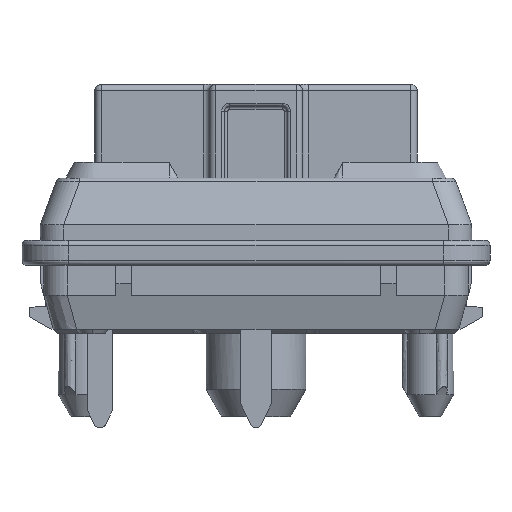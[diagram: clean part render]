
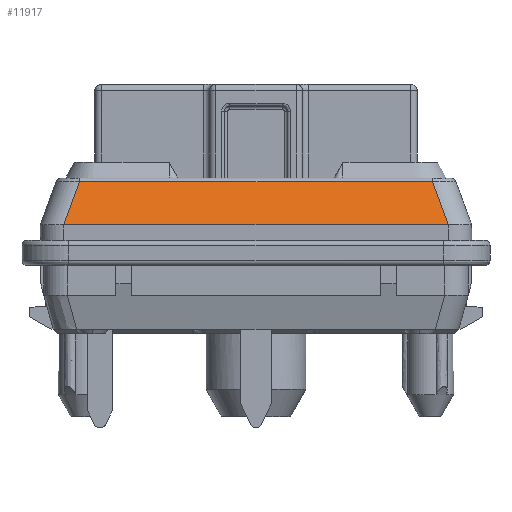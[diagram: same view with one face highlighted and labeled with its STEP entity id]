
A CAD part, front view. The second image highlights one B-rep face of the part: STEP entity #11917.
In plain terms, the highlighted free-form (B-spline) face has degree [2, 1] with [3, 2] control points.
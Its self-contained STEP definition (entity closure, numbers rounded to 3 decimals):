
#667 = CARTESIAN_POINT ( 'NONE',  ( 6.161, -6.911, 1.3 ) ) ;
#760 = EDGE_CURVE ( 'NONE', #4745, #14827, #9652, .T. ) ;
#768 = CARTESIAN_POINT ( 'NONE',  ( 0., -6.36, 2.8 ) ) ;
#1394 = CARTESIAN_POINT ( 'NONE',  ( -6.161, -6.911, 1.3 ) ) ;
#1506 = CARTESIAN_POINT ( 'NONE',  ( -5.654, -6.404, 2.68 ) ) ;
#2395 = EDGE_CURVE ( 'NONE', #4705, #6191, #5289, .T. ) ;
#3024 = CARTESIAN_POINT ( 'NONE',  ( -6.161, -6.911, 1.3 ) ) ;
#3972 = ORIENTED_EDGE ( 'NONE', *, *, #15480, .F. ) ;
#4705 = VERTEX_POINT ( 'NONE', #16544 ) ;
#4714 = B_SPLINE_CURVE_WITH_KNOTS ( 'NONE', 1,
 ( #9798, #16225 ),
 .UNSPECIFIED., .F., .F.,
 ( 2, 2 ),
 ( -0.044, 11.264 ),
 .UNSPECIFIED. ) ;
#4745 = VERTEX_POINT ( 'NONE', #1394 ) ;
#4769 = CARTESIAN_POINT ( 'NONE',  ( -6.161, -6.911, 1.3 ) ) ;
#4857 = CARTESIAN_POINT ( 'NONE',  ( -5.61, -6.36, 2.8 ) ) ;
#5289 = B_SPLINE_CURVE_WITH_KNOTS ( 'NONE', 1,
 ( #13137, #11791 ),
 .UNSPECIFIED., .F., .F.,
 ( 2, 2 ),
 ( -1.556, 0. ),
 .UNSPECIFIED. ) ;
#6191 = VERTEX_POINT ( 'NONE', #667 ) ;
#6883 = ORIENTED_EDGE ( 'NONE', *, *, #2395, .F. ) ;
#8094 = FACE_OUTER_BOUND ( 'NONE', #9235, .T. ) ;
#8164 = ORIENTED_EDGE ( 'NONE', *, *, #760, .F. ) ;
#8495 = ORIENTED_EDGE ( 'NONE', *, *, #12547, .F. ) ;
#8574 = CARTESIAN_POINT ( 'NONE',  ( -6.161, -6.911, 1.3 ) ) ;
#9235 = EDGE_LOOP ( 'NONE', ( #8164, #3972, #6883, #8495 ) ) ;
#9652 = B_SPLINE_CURVE_WITH_KNOTS ( 'NONE', 1,
 ( #3024, #1506 ),
 .UNSPECIFIED., .F., .F.,
 ( 2, 2 ),
 ( 0., 1.556 ),
 .UNSPECIFIED. ) ;
#9798 = CARTESIAN_POINT ( 'NONE',  ( -5.654, -6.404, 2.68 ) ) ;
#11791 = CARTESIAN_POINT ( 'NONE',  ( 6.161, -6.911, 1.3 ) ) ;
#11917 = ADVANCED_FACE ( 'NONE', ( #8094 ), #14869, .T. ) ;
#12547 = EDGE_CURVE ( 'NONE', #14827, #4705, #4714, .T. ) ;
#13137 = CARTESIAN_POINT ( 'NONE',  ( 5.654, -6.404, 2.68 ) ) ;
#13466 = CARTESIAN_POINT ( 'NONE',  ( 0., -6.911, 1.3 ) ) ;
#13554 = CARTESIAN_POINT ( 'NONE',  ( 5.61, -6.36, 2.8 ) ) ;
#14093 = CARTESIAN_POINT ( 'NONE',  ( -5.654, -6.404, 2.68 ) ) ;
#14213 = B_SPLINE_CURVE_WITH_KNOTS ( 'NONE', 2,
 ( #16097, #13466, #8574 ),
 .UNSPECIFIED., .F., .F.,
 ( 3, 3 ),
 ( -12.323, 0. ),
 .UNSPECIFIED. ) ;
#14827 = VERTEX_POINT ( 'NONE', #14093 ) ;
#14869 = B_SPLINE_SURFACE_WITH_KNOTS ( 'NONE', 2, 1, ( 
 ( #4769, #4857 ),
 ( #14909, #768 ),
 ( #16261, #13554 ) ),
 .UNSPECIFIED., .F., .F., .F.,
 ( 3, 3 ),
 ( 2, 2 ),
 ( 0., 12.323 ),
 ( 0., 1.691 ),
 .UNSPECIFIED. ) ;
#14909 = CARTESIAN_POINT ( 'NONE',  ( 0., -6.911, 1.3 ) ) ;
#15480 = EDGE_CURVE ( 'NONE', #6191, #4745, #14213, .T. ) ;
#16097 = CARTESIAN_POINT ( 'NONE',  ( 6.161, -6.911, 1.3 ) ) ;
#16225 = CARTESIAN_POINT ( 'NONE',  ( 5.654, -6.404, 2.68 ) ) ;
#16261 = CARTESIAN_POINT ( 'NONE',  ( 6.161, -6.911, 1.3 ) ) ;
#16544 = CARTESIAN_POINT ( 'NONE',  ( 5.654, -6.404, 2.68 ) ) ;
